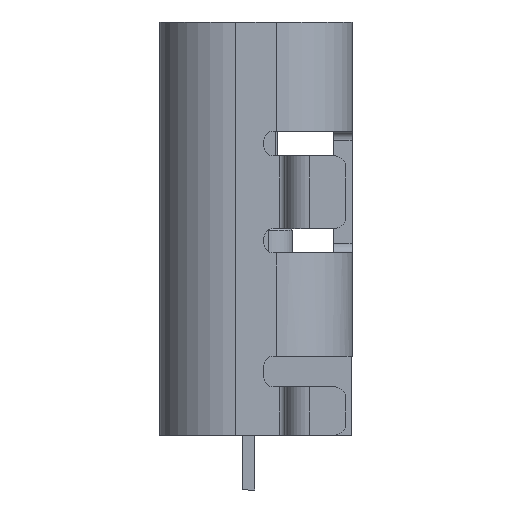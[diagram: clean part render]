
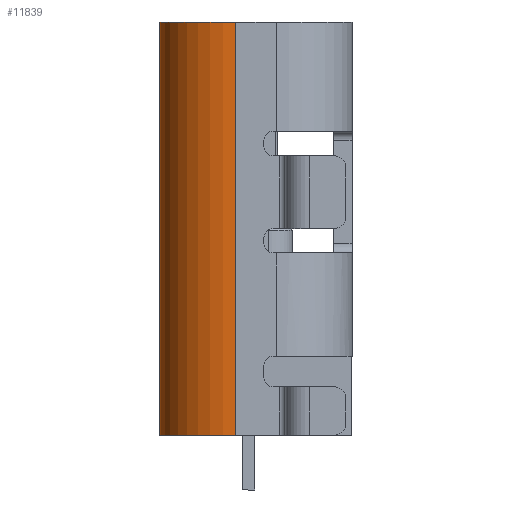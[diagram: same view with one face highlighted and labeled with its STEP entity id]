
A CAD part, left-side view. The second image highlights one B-rep face of the part: STEP entity #11839.
In plain terms, the highlighted cylindrical face has radius 1.25 mm (diameter 2.5 mm), a partial arc.
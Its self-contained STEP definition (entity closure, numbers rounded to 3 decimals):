
#774 = VERTEX_POINT ( 'NONE', #15344 ) ;
#864 = DIRECTION ( 'NONE',  ( 1., 0., 0. ) ) ;
#2213 = ORIENTED_EDGE ( 'NONE', *, *, #8501, .F. ) ;
#2694 = CARTESIAN_POINT ( 'NONE',  ( -4.47, 0.33, 0. ) ) ;
#3513 = EDGE_LOOP ( 'NONE', ( #2213, #16100, #9511, #14924 ) ) ;
#4418 = LINE ( 'NONE', #10627, #14918 ) ;
#4741 = CARTESIAN_POINT ( 'NONE',  ( -3.22, 1.58, -6.8 ) ) ;
#5877 = EDGE_CURVE ( 'NONE', #9062, #8655, #17382, .T. ) ;
#5905 = CYLINDRICAL_SURFACE ( 'NONE', #10904, 1.25 ) ;
#6098 = DIRECTION ( 'NONE',  ( 0., 0., 1. ) ) ;
#6764 = DIRECTION ( 'NONE',  ( 0., 0., -1. ) ) ;
#7508 = FACE_OUTER_BOUND ( 'NONE', #3513, .T. ) ;
#7717 = DIRECTION ( 'NONE',  ( 0., 0., 1. ) ) ;
#8421 = CARTESIAN_POINT ( 'NONE',  ( -3.22, 0.33, 0. ) ) ;
#8501 = EDGE_CURVE ( 'NONE', #10574, #9062, #15773, .T. ) ;
#8655 = VERTEX_POINT ( 'NONE', #4741 ) ;
#8917 = DIRECTION ( 'NONE',  ( 1., 0., 0. ) ) ;
#9062 = VERTEX_POINT ( 'NONE', #10528 ) ;
#9511 = ORIENTED_EDGE ( 'NONE', *, *, #10231, .F. ) ;
#9675 = DIRECTION ( 'NONE',  ( 0., 0., -1. ) ) ;
#10231 = EDGE_CURVE ( 'NONE', #8655, #774, #4418, .T. ) ;
#10528 = CARTESIAN_POINT ( 'NONE',  ( -4.47, 0.33, -6.8 ) ) ;
#10574 = VERTEX_POINT ( 'NONE', #2694 ) ;
#10627 = CARTESIAN_POINT ( 'NONE',  ( -3.22, 1.58, -6.8 ) ) ;
#10904 = AXIS2_PLACEMENT_3D ( 'NONE', #18114, #6098, #8917 ) ;
#11275 = CARTESIAN_POINT ( 'NONE',  ( -4.47, 0.33, -6.8 ) ) ;
#11770 = EDGE_CURVE ( 'NONE', #10574, #774, #16006, .T. ) ;
#11839 = ADVANCED_FACE ( 'NONE', ( #7508 ), #5905, .T. ) ;
#14222 = VECTOR ( 'NONE', #6764, 1000. ) ;
#14519 = DIRECTION ( 'NONE',  ( 1., 0., 0. ) ) ;
#14573 = CARTESIAN_POINT ( 'NONE',  ( -3.22, 0.33, -6.8 ) ) ;
#14805 = DIRECTION ( 'NONE',  ( 0., 0., -1. ) ) ;
#14918 = VECTOR ( 'NONE', #7717, 1000. ) ;
#14924 = ORIENTED_EDGE ( 'NONE', *, *, #5877, .F. ) ;
#15344 = CARTESIAN_POINT ( 'NONE',  ( -3.22, 1.58, 0. ) ) ;
#15773 = LINE ( 'NONE', #11275, #14222 ) ;
#16006 = CIRCLE ( 'NONE', #16960, 1.25 ) ;
#16100 = ORIENTED_EDGE ( 'NONE', *, *, #11770, .T. ) ;
#16731 = AXIS2_PLACEMENT_3D ( 'NONE', #14573, #9675, #864 ) ;
#16960 = AXIS2_PLACEMENT_3D ( 'NONE', #8421, #14805, #14519 ) ;
#17382 = CIRCLE ( 'NONE', #16731, 1.25 ) ;
#18114 = CARTESIAN_POINT ( 'NONE',  ( -3.22, 0.33, -6056941.991 ) ) ;
